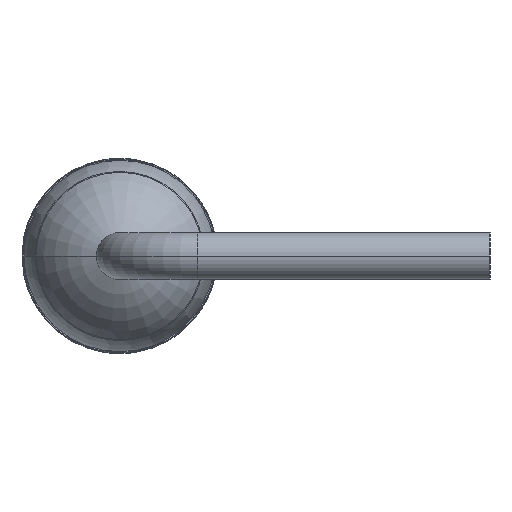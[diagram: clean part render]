
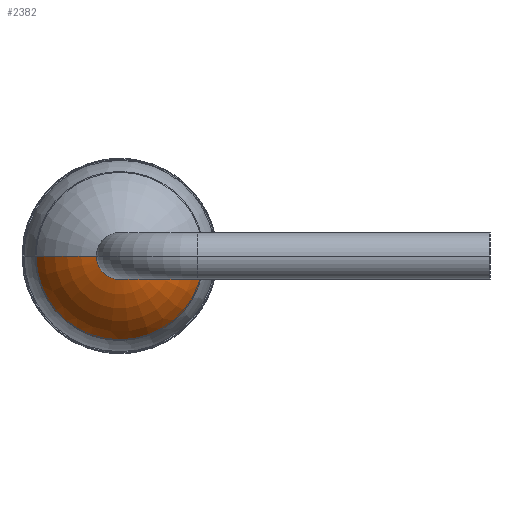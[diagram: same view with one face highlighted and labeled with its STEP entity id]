
A CAD part, left-side view. The second image highlights one B-rep face of the part: STEP entity #2382.
In plain terms, the highlighted toroidal (fillet/blend) face has major radius 0.24 mm and minor radius 1.493 mm.
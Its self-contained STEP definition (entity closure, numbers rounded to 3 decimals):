
#8 = EDGE_LOOP ( 'NONE', ( #1911, #360, #959, #937 ) ) ;
#34 = CARTESIAN_POINT ( 'NONE',  ( 0., -0.3, 0. ) ) ;
#38 = EDGE_CURVE ( 'NONE', #1403, #1024, #2014, .T. ) ;
#155 = DIRECTION ( 'NONE',  ( 0., -1., 0. ) ) ;
#175 = CARTESIAN_POINT ( 'NONE',  ( 0., 0.3, 0. ) ) ;
#191 = DIRECTION ( 'NONE',  ( 0., 1., 0. ) ) ;
#355 = AXIS2_PLACEMENT_3D ( 'NONE', #1077, #1834, #155 ) ;
#360 = ORIENTED_EDGE ( 'NONE', *, *, #2156, .T. ) ;
#412 = EDGE_CURVE ( 'NONE', #1896, #1428, #1159, .T. ) ;
#523 = DIRECTION ( 'NONE',  ( 0., 1., 0. ) ) ;
#548 = DIRECTION ( 'NONE',  ( 1., 0., 0. ) ) ;
#570 = EDGE_CURVE ( 'NONE', #1428, #1024, #2219, .T. ) ;
#734 = DIRECTION ( 'NONE',  ( -1., 0., 0. ) ) ;
#763 = CARTESIAN_POINT ( 'NONE',  ( 0.703, 1.085, 0. ) ) ;
#847 = AXIS2_PLACEMENT_3D ( 'NONE', #859, #1046, #1167 ) ;
#859 = CARTESIAN_POINT ( 'NONE',  ( 1.392, 0., 0. ) ) ;
#937 = ORIENTED_EDGE ( 'NONE', *, *, #570, .T. ) ;
#941 = DIRECTION ( 'NONE',  ( 0., 0., -1. ) ) ;
#959 = ORIENTED_EDGE ( 'NONE', *, *, #412, .T. ) ;
#1024 = VERTEX_POINT ( 'NONE', #1973 ) ;
#1046 = DIRECTION ( 'NONE',  ( 1., 0., 0. ) ) ;
#1077 = CARTESIAN_POINT ( 'NONE',  ( 1.392, 0.24, 0. ) ) ;
#1081 = AXIS2_PLACEMENT_3D ( 'NONE', #2396, #548, #191 ) ;
#1109 = AXIS2_PLACEMENT_3D ( 'NONE', #1613, #1841, #523 ) ;
#1159 = CIRCLE ( 'NONE', #1383, 1.493 ) ;
#1167 = DIRECTION ( 'NONE',  ( 0., 1., 0. ) ) ;
#1383 = AXIS2_PLACEMENT_3D ( 'NONE', #1507, #941, #734 ) ;
#1403 = VERTEX_POINT ( 'NONE', #34 ) ;
#1428 = VERTEX_POINT ( 'NONE', #763 ) ;
#1507 = CARTESIAN_POINT ( 'NONE',  ( 1.392, -0.24, 0. ) ) ;
#1613 = CARTESIAN_POINT ( 'NONE',  ( 0.703, 0., 0. ) ) ;
#1811 = CIRCLE ( 'NONE', #1081, 0.3 ) ;
#1834 = DIRECTION ( 'NONE',  ( 0., 0., 1. ) ) ;
#1841 = DIRECTION ( 'NONE',  ( -1., 0., 0. ) ) ;
#1854 = FACE_OUTER_BOUND ( 'NONE', #8, .T. ) ;
#1896 = VERTEX_POINT ( 'NONE', #175 ) ;
#1911 = ORIENTED_EDGE ( 'NONE', *, *, #38, .F. ) ;
#1912 = TOROIDAL_SURFACE ( 'NONE', #847, -0.24, 1.493 ) ;
#1973 = CARTESIAN_POINT ( 'NONE',  ( 0.703, -1.085, 0. ) ) ;
#2014 = CIRCLE ( 'NONE', #355, 1.493 ) ;
#2156 = EDGE_CURVE ( 'NONE', #1403, #1896, #1811, .T. ) ;
#2219 = CIRCLE ( 'NONE', #1109, 1.085 ) ;
#2382 = ADVANCED_FACE ( 'NONE', ( #1854 ), #1912, .T. ) ;
#2396 = CARTESIAN_POINT ( 'NONE',  ( 0., 0., 0. ) ) ;
